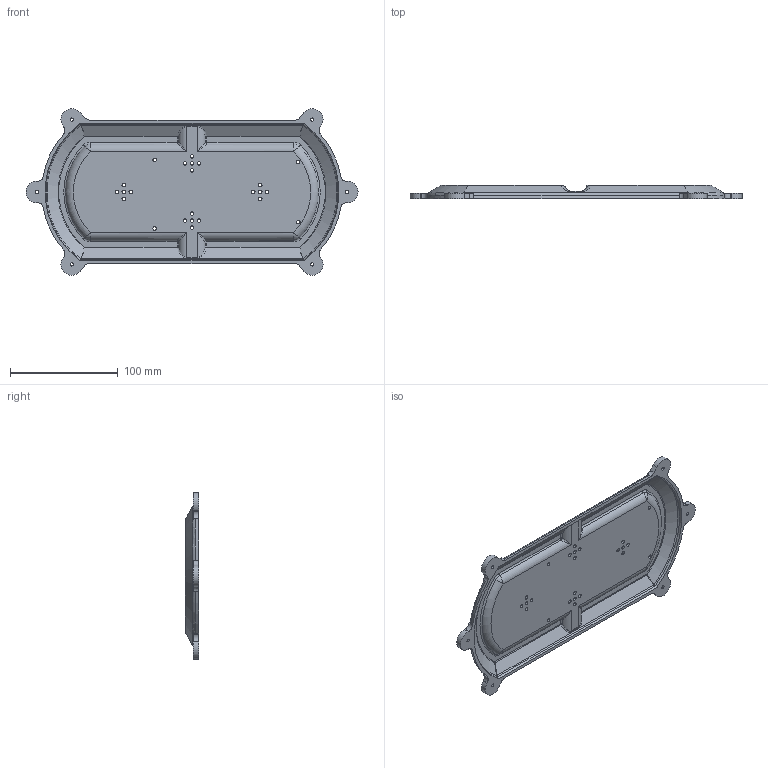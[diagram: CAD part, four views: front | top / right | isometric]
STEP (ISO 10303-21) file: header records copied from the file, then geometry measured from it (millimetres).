
FILE_DESCRIPTION (( 'STEP AP214' ), '1' );
FILE_NAME ('HoLu kit Bottom case.STEP', '2019-05-31T09:41:04', ( '' ), ( '' ), 'SwSTEP 2.0', 'SolidWorks 2017', '' );
FILE_SCHEMA (( 'AUTOMOTIVE_DESIGN' ));
Length unit declared in the file: millimetre
Products named in the file (1): HoLu kit Bottom case
Bounding box: 308.44 x 12.5 x 154.63 mm (x, y, z)
Volume: 121720.7 mm3; surface area: 82788.5 mm2
Topology: 1 solids, 1 shells, 264 faces, 679 edges, 397 vertices
Faces by surface type: cylinder 120, plane 46, bspline 32, torus 30, sphere 26, cone 10
Entity records: 8959 total; most frequent: CARTESIAN_POINT 2674, DIRECTION 1325, ORIENTED_EDGE 1316, EDGE_CURVE 658, AXIS2_PLACEMENT_3D 546, VERTEX_POINT 397, EDGE_LOOP 325, CIRCLE 313
